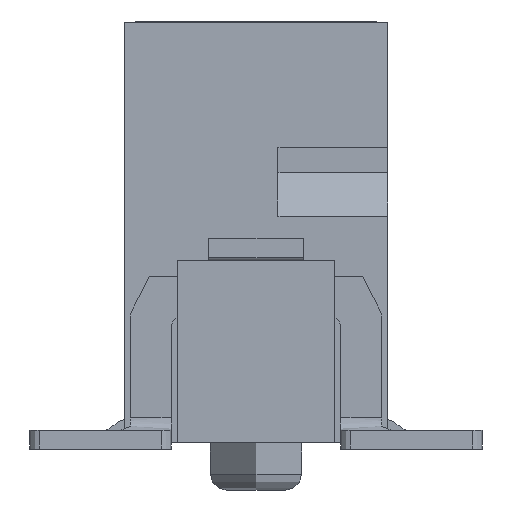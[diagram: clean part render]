
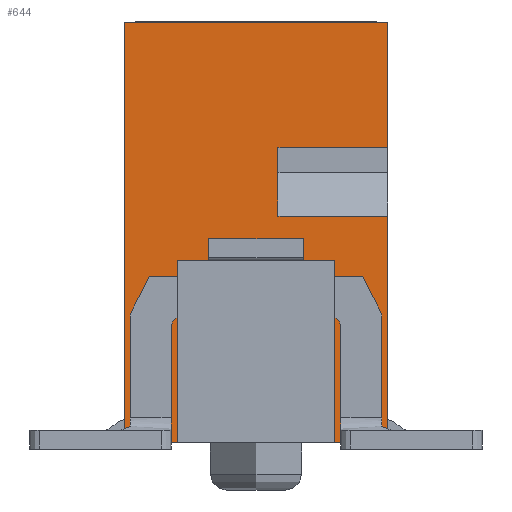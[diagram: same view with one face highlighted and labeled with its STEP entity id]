
A CAD part, left-side view. The second image highlights one B-rep face of the part: STEP entity #644.
In plain terms, the highlighted planar face has unit normal (-1, 0, 0).
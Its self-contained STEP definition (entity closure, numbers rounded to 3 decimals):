
#252=CARTESIAN_POINT('',(-3.27,-2.1,3.61));
#253=VERTEX_POINT('',#252);
#270=CARTESIAN_POINT('',(-3.27,-0.35,3.61));
#271=VERTEX_POINT('',#270);
#278=CARTESIAN_POINT('',(-3.27,-0.35,3.61));
#279=DIRECTION('',(0.,-1.,0.));
#280=VECTOR('',#279,1.75);
#281=LINE('',#278,#280);
#282=EDGE_CURVE('',#271,#253,#281,.T.);
#292=CARTESIAN_POINT('',(-3.27,-0.35,4.7));
#293=VERTEX_POINT('',#292);
#294=CARTESIAN_POINT('',(-3.27,-0.35,4.7));
#295=DIRECTION('',(0.,0.,-1.));
#296=VECTOR('',#295,1.09);
#297=LINE('',#294,#296);
#298=EDGE_CURVE('',#293,#271,#297,.T.);
#325=CARTESIAN_POINT('',(-3.27,-2.1,4.7));
#326=VERTEX_POINT('',#325);
#333=CARTESIAN_POINT('',(-3.27,-2.1,4.7));
#334=DIRECTION('',(0.,1.,0.));
#335=VECTOR('',#334,1.75);
#336=LINE('',#333,#335);
#337=EDGE_CURVE('',#326,#293,#336,.T.);
#468=CARTESIAN_POINT('',(-3.27,0.,3.35));
#469=DIRECTION('',(0.,-1.,0.));
#470=DIRECTION('',(-1.,0.,0.));
#471=AXIS2_PLACEMENT_3D('',#468,#470,#469);
#472=PLANE('',#471);
#473=CARTESIAN_POINT('',(-3.27,-0.7,1.));
#474=VERTEX_POINT('',#473);
#475=CARTESIAN_POINT('',(-3.27,-0.75,1.));
#476=VERTEX_POINT('',#475);
#477=CARTESIAN_POINT('',(-3.27,-0.7,1.));
#478=DIRECTION('',(0.,-1.,0.));
#479=VECTOR('',#478,0.05);
#480=LINE('',#477,#479);
#481=EDGE_CURVE('',#474,#476,#480,.T.);
#482=ORIENTED_EDGE('',*,*,#481,.T.);
#483=CARTESIAN_POINT('',(-3.27,-0.75,1.75));
#484=VERTEX_POINT('',#483);
#485=CARTESIAN_POINT('',(-3.27,-0.75,1.));
#486=DIRECTION('',(0.,0.,1.));
#487=VECTOR('',#486,0.75);
#488=LINE('',#485,#487);
#489=EDGE_CURVE('',#476,#484,#488,.T.);
#490=ORIENTED_EDGE('',*,*,#489,.T.);
#491=CARTESIAN_POINT('',(-3.27,-0.9,1.9));
#492=VERTEX_POINT('',#491);
#493=CARTESIAN_POINT('',(-3.27,-0.75,1.75));
#494=DIRECTION('',(0.,-0.707,0.707));
#495=VECTOR('',#494,0.212);
#496=LINE('',#493,#495);
#497=EDGE_CURVE('',#484,#492,#496,.T.);
#498=ORIENTED_EDGE('',*,*,#497,.T.);
#499=CARTESIAN_POINT('',(-3.27,-1.1,1.9));
#500=VERTEX_POINT('',#499);
#501=CARTESIAN_POINT('',(-3.27,-0.9,1.9));
#502=DIRECTION('',(0.,-1.,0.));
#503=VECTOR('',#502,0.2);
#504=LINE('',#501,#503);
#505=EDGE_CURVE('',#492,#500,#504,.T.);
#506=ORIENTED_EDGE('',*,*,#505,.T.);
#507=CARTESIAN_POINT('',(-3.27,-1.25,1.75));
#508=VERTEX_POINT('',#507);
#509=CARTESIAN_POINT('',(-3.27,-1.1,1.9));
#510=DIRECTION('',(0.,-0.707,-0.707));
#511=VECTOR('',#510,0.212);
#512=LINE('',#509,#511);
#513=EDGE_CURVE('',#500,#508,#512,.T.);
#514=ORIENTED_EDGE('',*,*,#513,.T.);
#515=CARTESIAN_POINT('',(-3.27,-1.25,0.));
#516=VERTEX_POINT('',#515);
#517=CARTESIAN_POINT('',(-3.27,-1.25,1.75));
#518=DIRECTION('',(0.,0.,-1.));
#519=VECTOR('',#518,1.75);
#520=LINE('',#517,#519);
#521=EDGE_CURVE('',#508,#516,#520,.T.);
#522=ORIENTED_EDGE('',*,*,#521,.T.);
#523=CARTESIAN_POINT('',(-3.27,-2.1,0.));
#524=VERTEX_POINT('',#523);
#525=CARTESIAN_POINT('',(-3.27,-1.25,0.));
#526=DIRECTION('',(0.,-1.,0.));
#527=VECTOR('',#526,0.85);
#528=LINE('',#525,#527);
#529=EDGE_CURVE('',#516,#524,#528,.T.);
#530=ORIENTED_EDGE('',*,*,#529,.T.);
#531=CARTESIAN_POINT('',(-3.27,-2.1,0.));
#532=DIRECTION('',(0.,0.,1.));
#533=VECTOR('',#532,3.61);
#534=LINE('',#531,#533);
#535=EDGE_CURVE('',#524,#253,#534,.T.);
#536=ORIENTED_EDGE('',*,*,#535,.T.);
#537=ORIENTED_EDGE('',*,*,#282,.F.);
#538=ORIENTED_EDGE('',*,*,#298,.F.);
#539=ORIENTED_EDGE('',*,*,#337,.F.);
#540=CARTESIAN_POINT('',(-3.27,-2.1,6.7));
#541=VERTEX_POINT('',#540);
#542=CARTESIAN_POINT('',(-3.27,-2.1,4.7));
#543=DIRECTION('',(0.,0.,1.));
#544=VECTOR('',#543,2.);
#545=LINE('',#542,#544);
#546=EDGE_CURVE('',#326,#541,#545,.T.);
#547=ORIENTED_EDGE('',*,*,#546,.T.);
#548=CARTESIAN_POINT('',(-3.27,2.1,6.7));
#549=VERTEX_POINT('',#548);
#550=CARTESIAN_POINT('',(-3.27,-2.1,6.7));
#551=DIRECTION('',(0.,1.,0.));
#552=VECTOR('',#551,4.2);
#553=LINE('',#550,#552);
#554=EDGE_CURVE('',#541,#549,#553,.T.);
#555=ORIENTED_EDGE('',*,*,#554,.T.);
#556=CARTESIAN_POINT('',(-3.27,2.1,0.));
#557=VERTEX_POINT('',#556);
#558=CARTESIAN_POINT('',(-3.27,2.1,6.7));
#559=DIRECTION('',(0.,0.,-1.));
#560=VECTOR('',#559,6.7);
#561=LINE('',#558,#560);
#562=EDGE_CURVE('',#549,#557,#561,.T.);
#563=ORIENTED_EDGE('',*,*,#562,.T.);
#564=CARTESIAN_POINT('',(-3.27,1.25,0.));
#565=VERTEX_POINT('',#564);
#566=CARTESIAN_POINT('',(-3.27,2.1,0.));
#567=DIRECTION('',(0.,-1.,0.));
#568=VECTOR('',#567,0.85);
#569=LINE('',#566,#568);
#570=EDGE_CURVE('',#557,#565,#569,.T.);
#571=ORIENTED_EDGE('',*,*,#570,.T.);
#572=CARTESIAN_POINT('',(-3.27,1.25,1.75));
#573=VERTEX_POINT('',#572);
#574=CARTESIAN_POINT('',(-3.27,1.25,0.));
#575=DIRECTION('',(0.,0.,1.));
#576=VECTOR('',#575,1.75);
#577=LINE('',#574,#576);
#578=EDGE_CURVE('',#565,#573,#577,.T.);
#579=ORIENTED_EDGE('',*,*,#578,.T.);
#580=CARTESIAN_POINT('',(-3.27,1.1,1.9));
#581=VERTEX_POINT('',#580);
#582=CARTESIAN_POINT('',(-3.27,1.25,1.75));
#583=DIRECTION('',(0.,-0.707,0.707));
#584=VECTOR('',#583,0.212);
#585=LINE('',#582,#584);
#586=EDGE_CURVE('',#573,#581,#585,.T.);
#587=ORIENTED_EDGE('',*,*,#586,.T.);
#588=CARTESIAN_POINT('',(-3.27,0.9,1.9));
#589=VERTEX_POINT('',#588);
#590=CARTESIAN_POINT('',(-3.27,1.1,1.9));
#591=DIRECTION('',(0.,-1.,0.));
#592=VECTOR('',#591,0.2);
#593=LINE('',#590,#592);
#594=EDGE_CURVE('',#581,#589,#593,.T.);
#595=ORIENTED_EDGE('',*,*,#594,.T.);
#596=CARTESIAN_POINT('',(-3.27,0.75,1.75));
#597=VERTEX_POINT('',#596);
#598=CARTESIAN_POINT('',(-3.27,0.9,1.9));
#599=DIRECTION('',(0.,-0.707,-0.707));
#600=VECTOR('',#599,0.212);
#601=LINE('',#598,#600);
#602=EDGE_CURVE('',#589,#597,#601,.T.);
#603=ORIENTED_EDGE('',*,*,#602,.T.);
#604=CARTESIAN_POINT('',(-3.27,0.75,1.));
#605=VERTEX_POINT('',#604);
#606=CARTESIAN_POINT('',(-3.27,0.75,1.75));
#607=DIRECTION('',(0.,0.,-1.));
#608=VECTOR('',#607,0.75);
#609=LINE('',#606,#608);
#610=EDGE_CURVE('',#597,#605,#609,.T.);
#611=ORIENTED_EDGE('',*,*,#610,.T.);
#612=CARTESIAN_POINT('',(-3.27,0.7,1.));
#613=VERTEX_POINT('',#612);
#614=CARTESIAN_POINT('',(-3.27,0.75,1.));
#615=DIRECTION('',(0.,-1.,0.));
#616=VECTOR('',#615,0.05);
#617=LINE('',#614,#616);
#618=EDGE_CURVE('',#605,#613,#617,.T.);
#619=ORIENTED_EDGE('',*,*,#618,.T.);
#620=CARTESIAN_POINT('',(-3.27,0.7,0.1));
#621=VERTEX_POINT('',#620);
#622=CARTESIAN_POINT('',(-3.27,0.7,1.));
#623=DIRECTION('',(0.,0.,-1.));
#624=VECTOR('',#623,0.9);
#625=LINE('',#622,#624);
#626=EDGE_CURVE('',#613,#621,#625,.T.);
#627=ORIENTED_EDGE('',*,*,#626,.T.);
#628=CARTESIAN_POINT('',(-3.27,-0.7,0.1));
#629=VERTEX_POINT('',#628);
#630=CARTESIAN_POINT('',(-3.27,0.7,0.1));
#631=DIRECTION('',(0.,-1.,0.));
#632=VECTOR('',#631,1.4);
#633=LINE('',#630,#632);
#634=EDGE_CURVE('',#621,#629,#633,.T.);
#635=ORIENTED_EDGE('',*,*,#634,.T.);
#636=CARTESIAN_POINT('',(-3.27,-0.7,0.1));
#637=DIRECTION('',(0.,0.,1.));
#638=VECTOR('',#637,0.9);
#639=LINE('',#636,#638);
#640=EDGE_CURVE('',#629,#474,#639,.T.);
#641=ORIENTED_EDGE('',*,*,#640,.T.);
#642=EDGE_LOOP('',(#482,#490,#498,#506,#514,#522,#530,#536,#537,#538,#539,#547,#555,#563,#571,#579,#587,#595,#603,#611,#619,#627,#635,#641));
#643=FACE_OUTER_BOUND('',#642,.T.);
#644=ADVANCED_FACE('',(#643),#472,.T.);
